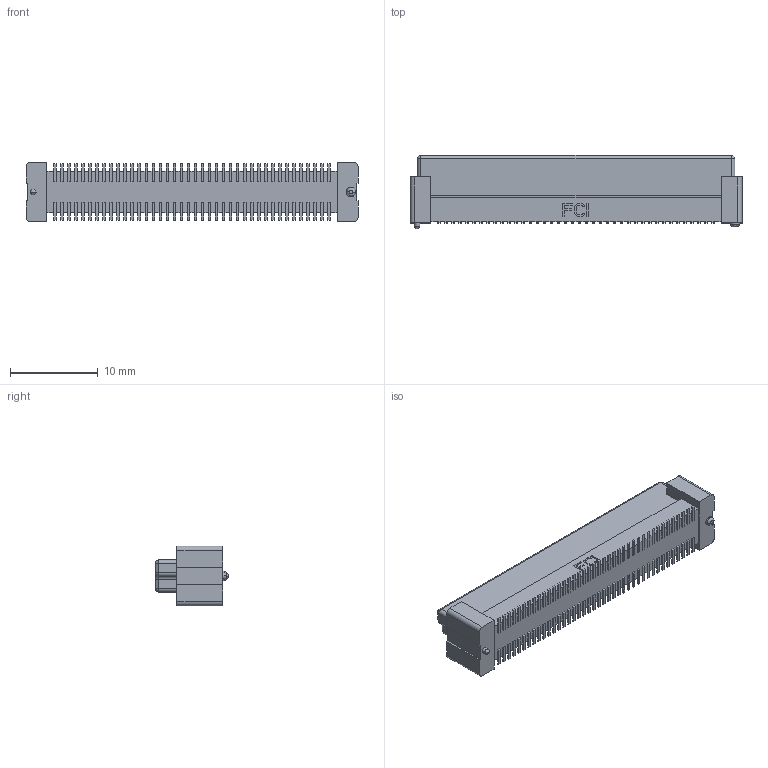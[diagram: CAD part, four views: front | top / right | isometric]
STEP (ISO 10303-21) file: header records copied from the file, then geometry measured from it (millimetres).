
FILE_DESCRIPTION((''),'2;1');
FILE_NAME('61082-082X0XXX','2014-01-07T',('sungm'),('FCI'),'PRO/ENGINEER BY PARAMETRIC TECHNOLOGY CORPORATION, 2013150','PRO/ENGINEER BY PARAMETRIC TECHNOLOGY CORPORATION, 2013150','');
FILE_SCHEMA(('CONFIG_CONTROL_DESIGN'));
Length unit declared in the file: millimetre
Products named in the file (1): 61082-082X0XXX
Bounding box: 37.8 x 8.35 x 6.8 mm (x, y, z)
Volume: 1113.5 mm3; surface area: 1333.7 mm2
Topology: 1 solids, 1 shells, 626 faces, 1677 edges, 1059 vertices
Faces by surface type: plane 594, cylinder 16, cone 12, sphere 2, bspline 2
Entity records: 19025 total; most frequent: CARTESIAN_POINT 3442, ORIENTED_EDGE 3350, DIRECTION 2965, EDGE_CURVE 1675, VECTOR 1625, LINE 1625, VERTEX_POINT 1059, AXIS2_PLACEMENT_3D 670
